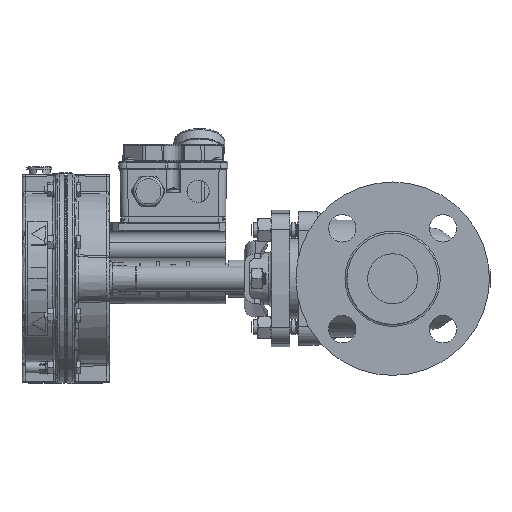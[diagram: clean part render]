
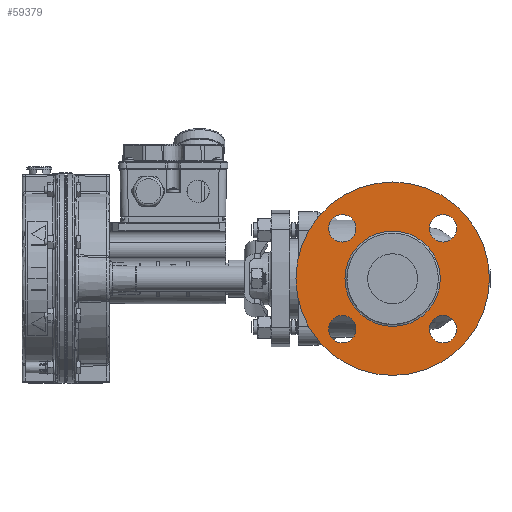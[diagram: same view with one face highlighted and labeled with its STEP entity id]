
A CAD part, left-side view. The second image highlights one B-rep face of the part: STEP entity #59379.
In plain terms, the highlighted planar face has unit normal (-1, 0, 0).
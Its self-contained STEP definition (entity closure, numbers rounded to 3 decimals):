
#1757=CIRCLE('',#63308,38.2);
#1761=CIRCLE('',#63312,38.2);
#1763=CIRCLE('',#63316,77.5);
#1764=CIRCLE('',#63317,77.5);
#1765=CIRCLE('',#63318,11.);
#1766=CIRCLE('',#63319,11.);
#1767=CIRCLE('',#63320,11.);
#1768=CIRCLE('',#63321,11.);
#1769=CIRCLE('',#63322,11.);
#1770=CIRCLE('',#63323,11.);
#1771=CIRCLE('',#63324,11.);
#1772=CIRCLE('',#63325,11.);
#5162=PLANE('',#63315);
#6384=FACE_BOUND('',#11642,.T.);
#6385=FACE_BOUND('',#11643,.T.);
#6386=FACE_BOUND('',#11644,.T.);
#6387=FACE_BOUND('',#11645,.T.);
#6388=FACE_BOUND('',#11646,.T.);
#7925=FACE_OUTER_BOUND('',#11641,.T.);
#11641=EDGE_LOOP('',(#42194,#42195));
#11642=EDGE_LOOP('',(#42196,#42197));
#11643=EDGE_LOOP('',(#42198,#42199));
#11644=EDGE_LOOP('',(#42200,#42201));
#11645=EDGE_LOOP('',(#42202,#42203));
#11646=EDGE_LOOP('',(#42204,#42205));
#25262=VERTEX_POINT('',#98372);
#25263=VERTEX_POINT('',#98373);
#25267=VERTEX_POINT('',#98386);
#25268=VERTEX_POINT('',#98387);
#25269=VERTEX_POINT('',#98390);
#25270=VERTEX_POINT('',#98391);
#25271=VERTEX_POINT('',#98394);
#25272=VERTEX_POINT('',#98395);
#25273=VERTEX_POINT('',#98398);
#25274=VERTEX_POINT('',#98399);
#25275=VERTEX_POINT('',#98402);
#25276=VERTEX_POINT('',#98403);
#31551=EDGE_CURVE('',#25262,#25263,#1757,.T.);
#31555=EDGE_CURVE('',#25263,#25262,#1761,.T.);
#31558=EDGE_CURVE('',#25267,#25268,#1763,.T.);
#31559=EDGE_CURVE('',#25268,#25267,#1764,.T.);
#31560=EDGE_CURVE('',#25269,#25270,#1765,.T.);
#31561=EDGE_CURVE('',#25270,#25269,#1766,.T.);
#31562=EDGE_CURVE('',#25271,#25272,#1767,.T.);
#31563=EDGE_CURVE('',#25272,#25271,#1768,.T.);
#31564=EDGE_CURVE('',#25273,#25274,#1769,.T.);
#31565=EDGE_CURVE('',#25274,#25273,#1770,.T.);
#31566=EDGE_CURVE('',#25275,#25276,#1771,.T.);
#31567=EDGE_CURVE('',#25276,#25275,#1772,.T.);
#42194=ORIENTED_EDGE('',*,*,#31558,.F.);
#42195=ORIENTED_EDGE('',*,*,#31559,.F.);
#42196=ORIENTED_EDGE('',*,*,#31560,.T.);
#42197=ORIENTED_EDGE('',*,*,#31561,.T.);
#42198=ORIENTED_EDGE('',*,*,#31562,.T.);
#42199=ORIENTED_EDGE('',*,*,#31563,.T.);
#42200=ORIENTED_EDGE('',*,*,#31564,.T.);
#42201=ORIENTED_EDGE('',*,*,#31565,.T.);
#42202=ORIENTED_EDGE('',*,*,#31566,.T.);
#42203=ORIENTED_EDGE('',*,*,#31567,.T.);
#42204=ORIENTED_EDGE('',*,*,#31551,.F.);
#42205=ORIENTED_EDGE('',*,*,#31555,.F.);
#59379=ADVANCED_FACE('',(#7925,#6384,#6385,#6386,#6387,#6388),#5162,.T.);
#63308=AXIS2_PLACEMENT_3D('',#98374,#71046,#71047);
#63312=AXIS2_PLACEMENT_3D('',#98380,#71054,#71055);
#63315=AXIS2_PLACEMENT_3D('',#98385,#71061,#71062);
#63316=AXIS2_PLACEMENT_3D('',#98388,#71063,#71064);
#63317=AXIS2_PLACEMENT_3D('',#98389,#71065,#71066);
#63318=AXIS2_PLACEMENT_3D('',#98392,#71067,#71068);
#63319=AXIS2_PLACEMENT_3D('',#98393,#71069,#71070);
#63320=AXIS2_PLACEMENT_3D('',#98396,#71071,#71072);
#63321=AXIS2_PLACEMENT_3D('',#98397,#71073,#71074);
#63322=AXIS2_PLACEMENT_3D('',#98400,#71075,#71076);
#63323=AXIS2_PLACEMENT_3D('',#98401,#71077,#71078);
#63324=AXIS2_PLACEMENT_3D('',#98404,#71079,#71080);
#63325=AXIS2_PLACEMENT_3D('',#98405,#71081,#71082);
#71046=DIRECTION('center_axis',(-1.,0.,0.));
#71047=DIRECTION('ref_axis',(0.,0.,-1.));
#71054=DIRECTION('center_axis',(-1.,0.,0.));
#71055=DIRECTION('ref_axis',(0.,0.,-1.));
#71061=DIRECTION('center_axis',(-1.,0.,0.));
#71062=DIRECTION('ref_axis',(0.,0.,1.));
#71063=DIRECTION('center_axis',(1.,0.,0.));
#71064=DIRECTION('ref_axis',(0.,0.,1.));
#71065=DIRECTION('center_axis',(1.,0.,0.));
#71066=DIRECTION('ref_axis',(0.,0.,1.));
#71067=DIRECTION('center_axis',(1.,0.,0.));
#71068=DIRECTION('ref_axis',(0.,0.,1.));
#71069=DIRECTION('center_axis',(1.,0.,0.));
#71070=DIRECTION('ref_axis',(0.,0.,1.));
#71071=DIRECTION('center_axis',(1.,0.,0.));
#71072=DIRECTION('ref_axis',(0.,0.,1.));
#71073=DIRECTION('center_axis',(1.,0.,0.));
#71074=DIRECTION('ref_axis',(0.,0.,1.));
#71075=DIRECTION('center_axis',(1.,0.,0.));
#71076=DIRECTION('ref_axis',(0.,0.,1.));
#71077=DIRECTION('center_axis',(1.,0.,0.));
#71078=DIRECTION('ref_axis',(0.,0.,1.));
#71079=DIRECTION('center_axis',(1.,0.,0.));
#71080=DIRECTION('ref_axis',(0.,0.,1.));
#71081=DIRECTION('center_axis',(1.,0.,0.));
#71082=DIRECTION('ref_axis',(0.,0.,1.));
#98372=CARTESIAN_POINT('',(-112.524,3.638,38.2));
#98373=CARTESIAN_POINT('',(-112.524,3.638,-38.2));
#98374=CARTESIAN_POINT('Origin',(-112.524,3.638,0.));
#98380=CARTESIAN_POINT('Origin',(-112.524,3.638,0.));
#98385=CARTESIAN_POINT('Origin',(-112.524,3.638,0.));
#98386=CARTESIAN_POINT('',(-112.524,3.638,77.5));
#98387=CARTESIAN_POINT('',(-112.524,3.638,-77.5));
#98388=CARTESIAN_POINT('Origin',(-112.524,3.638,0.));
#98389=CARTESIAN_POINT('Origin',(-112.524,3.638,0.));
#98390=CARTESIAN_POINT('',(-112.524,44.05,-29.411));
#98391=CARTESIAN_POINT('',(-112.524,44.05,-51.411));
#98392=CARTESIAN_POINT('Origin',(-112.524,44.05,-40.411));
#98393=CARTESIAN_POINT('Origin',(-112.524,44.05,-40.411));
#98394=CARTESIAN_POINT('',(-112.524,-36.773,-29.411));
#98395=CARTESIAN_POINT('',(-112.524,-36.773,-51.411));
#98396=CARTESIAN_POINT('Origin',(-112.524,-36.773,-40.411));
#98397=CARTESIAN_POINT('Origin',(-112.524,-36.773,-40.411));
#98398=CARTESIAN_POINT('',(-112.524,44.05,51.411));
#98399=CARTESIAN_POINT('',(-112.524,44.05,29.411));
#98400=CARTESIAN_POINT('Origin',(-112.524,44.05,40.411));
#98401=CARTESIAN_POINT('Origin',(-112.524,44.05,40.411));
#98402=CARTESIAN_POINT('',(-112.524,-36.773,51.411));
#98403=CARTESIAN_POINT('',(-112.524,-36.773,29.411));
#98404=CARTESIAN_POINT('Origin',(-112.524,-36.773,40.411));
#98405=CARTESIAN_POINT('Origin',(-112.524,-36.773,40.411));
